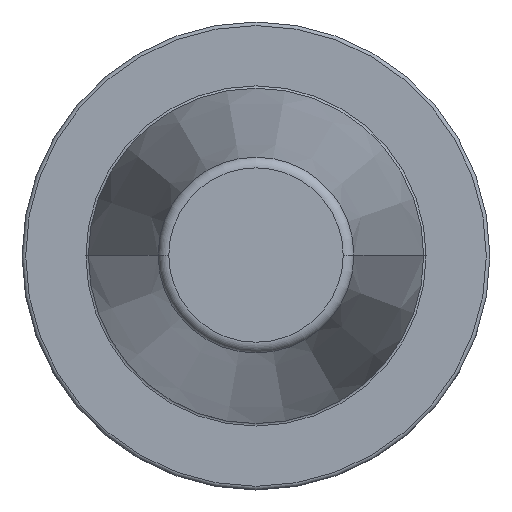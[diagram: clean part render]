
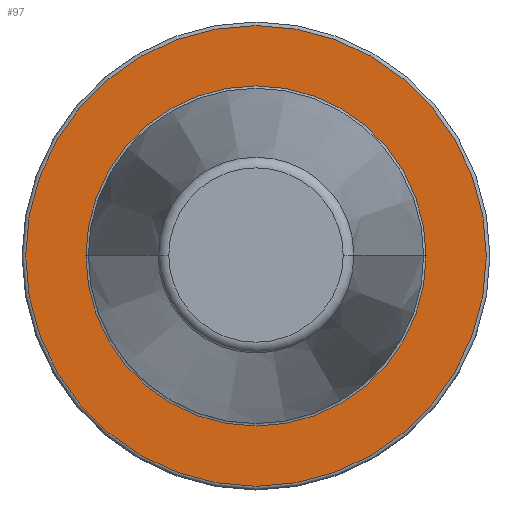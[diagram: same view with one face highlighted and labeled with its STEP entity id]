
A CAD part, top view. The second image highlights one B-rep face of the part: STEP entity #97.
In plain terms, the highlighted planar face has unit normal (0, 0, 1).
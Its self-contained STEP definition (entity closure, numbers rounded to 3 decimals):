
#38=PLANE('',#702);
#48=FACE_BOUND('',#190,.T.);
#49=FACE_BOUND('',#191,.T.);
#97=ADVANCED_FACE('',(#48,#49),#38,.F.);
#190=EDGE_LOOP('',(#352));
#191=EDGE_LOOP('',(#353,#354));
#220=CIRCLE('',#648,35.425);
#222=CIRCLE('',#651,35.425);
#254=CIRCLE('',#701,47.975);
#352=ORIENTED_EDGE('',*,*,#536,.T.);
#353=ORIENTED_EDGE('',*,*,#488,.T.);
#354=ORIENTED_EDGE('',*,*,#490,.T.);
#437=VERTEX_POINT('',#990);
#440=VERTEX_POINT('',#995);
#469=VERTEX_POINT('',#1092);
#488=EDGE_CURVE('',#437,#440,#220,.T.);
#490=EDGE_CURVE('',#440,#437,#222,.T.);
#536=EDGE_CURVE('',#469,#469,#254,.T.);
#648=AXIS2_PLACEMENT_3D('',#996,#767,#768);
#651=AXIS2_PLACEMENT_3D('',#999,#773,#774);
#701=AXIS2_PLACEMENT_3D('',#1091,#887,#888);
#702=AXIS2_PLACEMENT_3D('',#1093,#889,#890);
#767=DIRECTION('',(0.,0.,-1.));
#768=DIRECTION('',(-1.,0.,0.));
#773=DIRECTION('',(0.,0.,-1.));
#774=DIRECTION('',(-1.,0.,0.));
#887=DIRECTION('',(0.,0.,1.));
#888=DIRECTION('',(-1.,0.,0.));
#889=DIRECTION('',(0.,0.,-1.));
#890=DIRECTION('',(1.,0.,0.));
#990=CARTESIAN_POINT('',(-35.425,0.,-3.2));
#995=CARTESIAN_POINT('',(35.425,0.,-3.2));
#996=CARTESIAN_POINT('',(0.,0.,-3.2));
#999=CARTESIAN_POINT('',(0.,0.,-3.2));
#1091=CARTESIAN_POINT('',(0.,0.,-3.2));
#1092=CARTESIAN_POINT('',(-47.975,0.,-3.2));
#1093=CARTESIAN_POINT('',(0.,35.425,-3.2));
